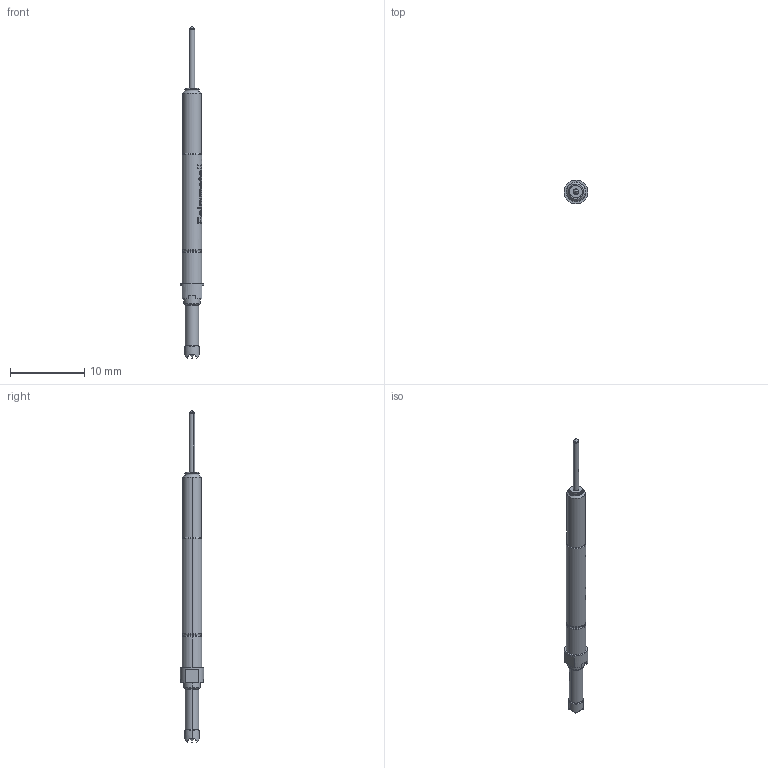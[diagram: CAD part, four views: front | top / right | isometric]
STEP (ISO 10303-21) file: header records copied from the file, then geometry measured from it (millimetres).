
FILE_DESCRIPTION (( 'STEP AP214' ), '1' );
FILE_NAME ('MOD-F48506B200Gxxx.step', '2015-10-19T04:45:21', ( 'run' ), ( 'Hewlett-Packard Company' ), 'SwSTEP 2.0', 'SolidWorks 2012', '' );
FILE_SCHEMA (( 'AUTOMOTIVE_DESIGN' ));
Length unit declared in the file: millimetre
Products named in the file (1): MOD-F48506B200Gxxx
Bounding box: 3.2 x 3.2 x 44.8 mm (x, y, z)
Volume: 177.7 mm3; surface area: 317.3 mm2
Topology: 1 solids, 1 shells, 241 faces, 615 edges, 383 vertices
Faces by surface type: plane 113, bspline 62, cylinder 44, cone 16, torus 6
Entity records: 11141 total; most frequent: CARTESIAN_POINT 5841, ORIENTED_EDGE 1230, DIRECTION 866, EDGE_CURVE 615, VERTEX_POINT 383, AXIS2_PLACEMENT_3D 316, EDGE_LOOP 248, FACE_OUTER_BOUND 241
